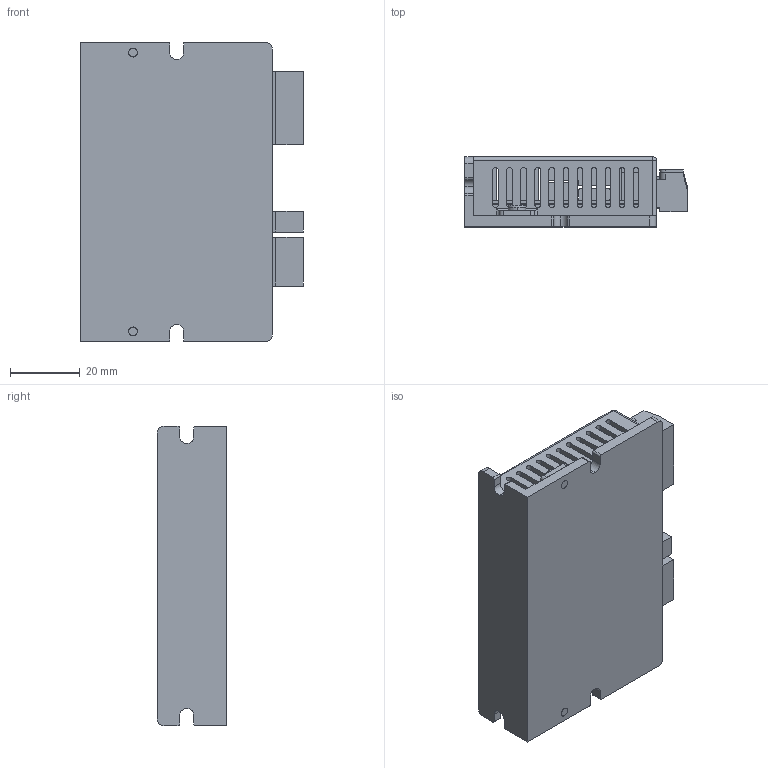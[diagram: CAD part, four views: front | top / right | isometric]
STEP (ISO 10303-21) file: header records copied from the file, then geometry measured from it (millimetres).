
FILE_DESCRIPTION (( 'STEP AP214' ), '1' );
FILE_NAME ('DM422T.STEP', '2024-02-19T04:44:46', ( '' ), ( '' ), 'SwSTEP 2.0', 'SolidWorks 2023', '' );
FILE_SCHEMA (( 'AUTOMOTIVE_DESIGN' ));
Length unit declared in the file: millimetre
Products named in the file (1): DM422T
Bounding box: 63.85 x 20 x 86 mm (x, y, z)
Volume: 40278.6 mm3; surface area: 45699.3 mm2
Topology: 42 solids, 42 shells, 1081 faces, 2637 edges, 1696 vertices
Faces by surface type: plane 928, cylinder 147, torus 4, sphere 2
Entity records: 31623 total; most frequent: CARTESIAN_POINT 5445, ORIENTED_EDGE 5270, DIRECTION 5161, EDGE_CURVE 2635, LINE 2265, VECTOR 2265, VERTEX_POINT 1696, AXIS2_PLACEMENT_3D 1448
